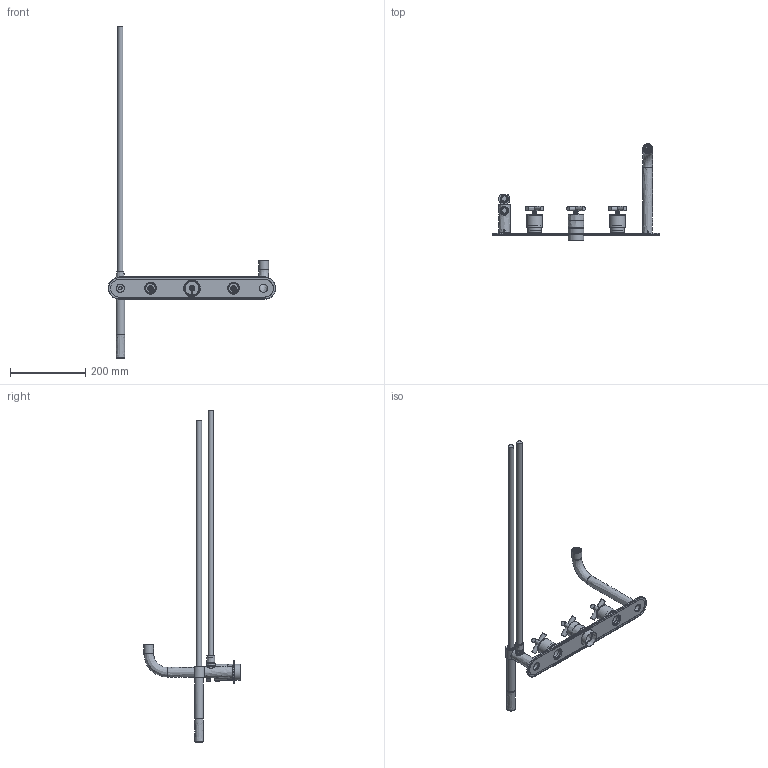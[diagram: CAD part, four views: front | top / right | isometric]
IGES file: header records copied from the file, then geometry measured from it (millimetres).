
Start section: C
Global section: file name: Chap 062.igs; native system: By Siemens PLM Incorporated; preprocessor: XPlus GENERIC/IGES 17.0.49; author: Author; organization: Title; date: 20150520.084220; units: millimetre
Bounding box: 444.97 x 255.97 x 880.49 mm (x, y, z)
Volume: 562032.8 mm3; surface area: 273813.7 mm2
Topology: 21 solids, 21 shells, 1316 faces, 3368 edges, 2155 vertices
Faces by surface type: bspline 1316
